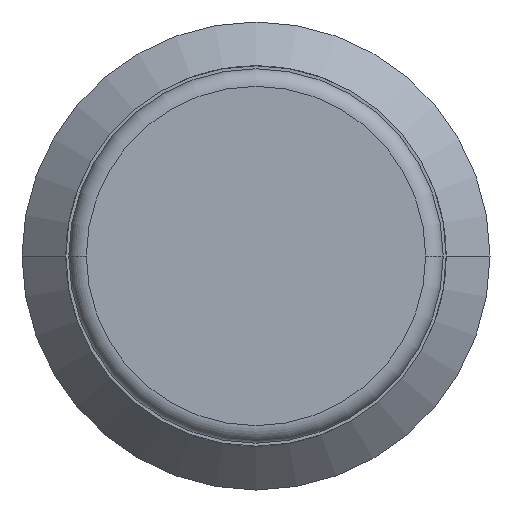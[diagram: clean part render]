
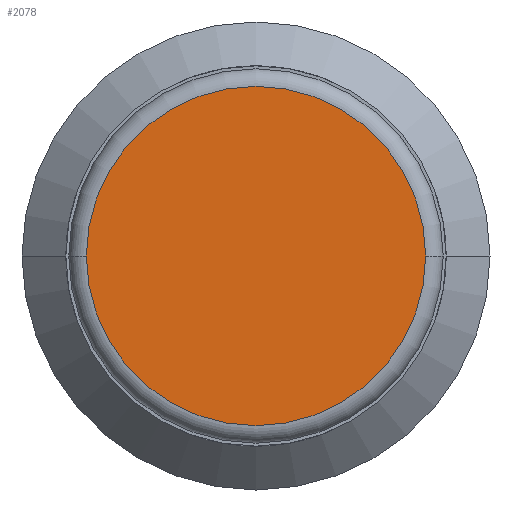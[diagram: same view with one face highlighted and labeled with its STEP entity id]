
A CAD part, front view. The second image highlights one B-rep face of the part: STEP entity #2078.
In plain terms, the highlighted planar face has unit normal (0, -1, 0).
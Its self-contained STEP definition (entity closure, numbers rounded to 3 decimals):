
#937=CARTESIAN_POINT('',(0.,-46.,0.));
#938=DIRECTION('',(0.,-1.,0.));
#939=DIRECTION('',(-1.,0.,0.));
#940=AXIS2_PLACEMENT_3D('',#937,#938,#939);
#945=CARTESIAN_POINT('',(0.,-46.,0.));
#946=DIRECTION('',(0.,-1.,0.));
#947=DIRECTION('',(1.,0.,0.));
#948=AXIS2_PLACEMENT_3D('',#945,#946,#947);
#1150=CARTESIAN_POINT('',(-2.9,-46.,0.));
#1151=CARTESIAN_POINT('',(2.9,-46.,0.));
#1152=VERTEX_POINT('',#1150);
#1153=VERTEX_POINT('',#1151);
#2068=CARTESIAN_POINT('',(0.,-46.,0.));
#2069=DIRECTION('',(0.,-1.,0.));
#2070=DIRECTION('',(1.,0.,0.));
#2071=AXIS2_PLACEMENT_3D('',#2068,#2069,#2070);
#2072=PLANE('',#2071);
#2074=ORIENTED_EDGE('',*,*,#2073,.F.);
#2075=ORIENTED_EDGE('',*,*,#2058,.F.);
#2076=EDGE_LOOP('',(#2074,#2075));
#2077=FACE_OUTER_BOUND('',#2076,.F.);
#2078=ADVANCED_FACE('',(#2077),#2072,.T.);
#941=CIRCLE('',#940,2.9);
#949=CIRCLE('',#948,2.9);
#2058=EDGE_CURVE('',#1153,#1152,#949,.T.);
#2073=EDGE_CURVE('',#1152,#1153,#941,.T.);
